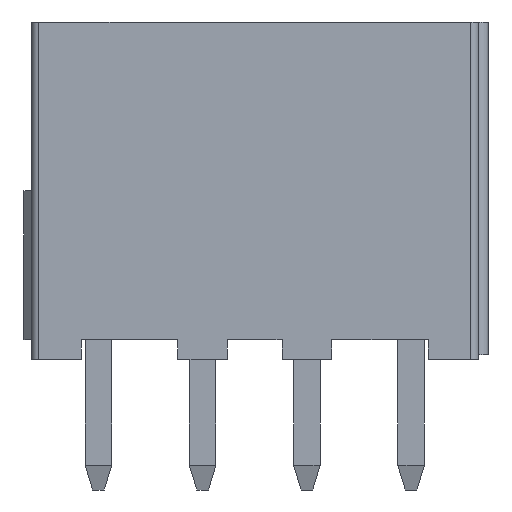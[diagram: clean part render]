
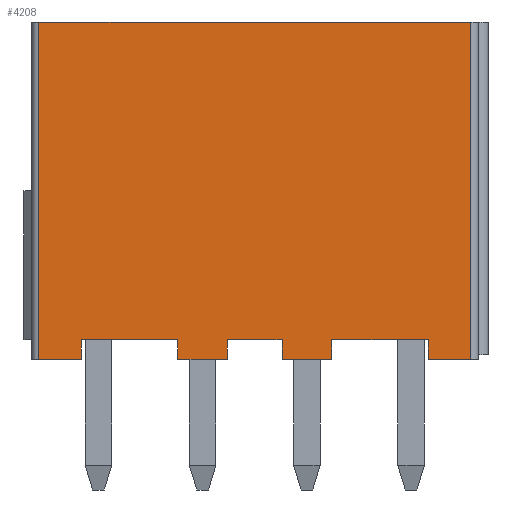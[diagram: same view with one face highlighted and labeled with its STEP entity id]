
A CAD part, front view. The second image highlights one B-rep face of the part: STEP entity #4208.
In plain terms, the highlighted planar face has unit normal (0, -1, 0).
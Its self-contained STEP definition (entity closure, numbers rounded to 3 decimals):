
#83=DIRECTION('',(1.,0.,0.));
#84=VECTOR('',#83,17.4);
#85=CARTESIAN_POINT('',(-8.7,-4.8,0.));
#86=LINE('',#85,#84);
#530=DIRECTION('',(1.,0.,0.));
#531=VECTOR('',#530,3.9);
#532=CARTESIAN_POINT('',(-7.,-4.8,-12.8));
#533=LINE('',#532,#531);
#550=DIRECTION('',(1.,0.,0.));
#551=VECTOR('',#550,3.9);
#552=CARTESIAN_POINT('',(3.1,-4.8,-12.8));
#553=LINE('',#552,#551);
#770=DIRECTION('',(1.,0.,0.));
#771=VECTOR('',#770,2.);
#772=CARTESIAN_POINT('',(1.1,-4.8,-13.6));
#773=LINE('',#772,#771);
#794=DIRECTION('',(1.,0.,0.));
#795=VECTOR('',#794,2.);
#796=CARTESIAN_POINT('',(-3.1,-4.8,-13.6));
#797=LINE('',#796,#795);
#818=DIRECTION('',(1.,0.,0.));
#819=VECTOR('',#818,1.7);
#820=CARTESIAN_POINT('',(7.,-4.8,-13.6));
#821=LINE('',#820,#819);
#861=DIRECTION('',(1.,0.,0.));
#862=VECTOR('',#861,1.7);
#863=CARTESIAN_POINT('',(-8.7,-4.8,-13.6));
#864=LINE('',#863,#862);
#942=DIRECTION('',(0.,0.,1.));
#943=VECTOR('',#942,0.8);
#944=CARTESIAN_POINT('',(3.1,-4.8,-13.6));
#945=LINE('',#944,#943);
#946=DIRECTION('',(0.,0.,1.));
#947=VECTOR('',#946,0.8);
#948=CARTESIAN_POINT('',(1.1,-4.8,-13.6));
#949=LINE('',#948,#947);
#950=DIRECTION('',(1.,0.,0.));
#951=VECTOR('',#950,2.2);
#952=CARTESIAN_POINT('',(-1.1,-4.8,-12.8));
#953=LINE('',#952,#951);
#954=DIRECTION('',(0.,0.,1.));
#955=VECTOR('',#954,0.8);
#956=CARTESIAN_POINT('',(-1.1,-4.8,-13.6));
#957=LINE('',#956,#955);
#958=DIRECTION('',(0.,0.,1.));
#959=VECTOR('',#958,0.8);
#960=CARTESIAN_POINT('',(-3.1,-4.8,-13.6));
#961=LINE('',#960,#959);
#962=DIRECTION('',(0.,0.,1.));
#963=VECTOR('',#962,0.8);
#964=CARTESIAN_POINT('',(-7.,-4.8,-13.6));
#965=LINE('',#964,#963);
#966=DIRECTION('',(0.,0.,-1.));
#967=VECTOR('',#966,13.6);
#968=CARTESIAN_POINT('',(-8.7,-4.8,0.));
#969=LINE('',#968,#967);
#970=DIRECTION('',(0.,0.,1.));
#971=VECTOR('',#970,0.8);
#972=CARTESIAN_POINT('',(7.,-4.8,-13.6));
#973=LINE('',#972,#971);
#1155=DIRECTION('',(0.,0.,-1.));
#1156=VECTOR('',#1155,13.6);
#1157=CARTESIAN_POINT('',(8.7,-4.8,0.));
#1158=LINE('',#1157,#1156);
#2381=CARTESIAN_POINT('',(-8.7,-4.8,0.));
#2382=VERTEX_POINT('',#2381);
#2383=CARTESIAN_POINT('',(8.7,-4.8,0.));
#2384=VERTEX_POINT('',#2383);
#2396=CARTESIAN_POINT('',(-8.7,-4.8,-13.6));
#2398=VERTEX_POINT('',#2396);
#2399=CARTESIAN_POINT('',(8.7,-4.8,-13.6));
#2401=VERTEX_POINT('',#2399);
#2487=CARTESIAN_POINT('',(7.,-4.8,-13.6));
#2489=VERTEX_POINT('',#2487);
#2495=CARTESIAN_POINT('',(7.,-4.8,-12.8));
#2496=VERTEX_POINT('',#2495);
#2703=CARTESIAN_POINT('',(3.1,-4.8,-13.6));
#2705=VERTEX_POINT('',#2703);
#2711=CARTESIAN_POINT('',(3.1,-4.8,-12.8));
#2712=VERTEX_POINT('',#2711);
#2719=CARTESIAN_POINT('',(-1.1,-4.8,-13.6));
#2721=VERTEX_POINT('',#2719);
#2727=CARTESIAN_POINT('',(1.1,-4.8,-13.6));
#2729=VERTEX_POINT('',#2727);
#2735=CARTESIAN_POINT('',(-1.1,-4.8,-12.8));
#2736=VERTEX_POINT('',#2735);
#2737=CARTESIAN_POINT('',(1.1,-4.8,-12.8));
#2738=VERTEX_POINT('',#2737);
#2751=CARTESIAN_POINT('',(-3.1,-4.8,-13.6));
#2753=VERTEX_POINT('',#2751);
#2759=CARTESIAN_POINT('',(-3.1,-4.8,-12.8));
#2760=VERTEX_POINT('',#2759);
#2767=CARTESIAN_POINT('',(-7.,-4.8,-13.6));
#2769=VERTEX_POINT('',#2767);
#2775=CARTESIAN_POINT('',(-7.,-4.8,-12.8));
#2776=VERTEX_POINT('',#2775);
#4180=CARTESIAN_POINT('',(-8.7,-4.8,0.));
#4181=DIRECTION('',(0.,-1.,0.));
#4182=DIRECTION('',(1.,0.,0.));
#4183=AXIS2_PLACEMENT_3D('',#4180,#4181,#4182);
#4184=PLANE('',#4183);
#4185=ORIENTED_EDGE('',*,*,#3757,.F.);
#4186=ORIENTED_EDGE('',*,*,#4160,.F.);
#4187=ORIENTED_EDGE('',*,*,#3942,.F.);
#4188=ORIENTED_EDGE('',*,*,#4074,.T.);
#4189=ORIENTED_EDGE('',*,*,#3749,.F.);
#4191=ORIENTED_EDGE('',*,*,#4190,.F.);
#4192=ORIENTED_EDGE('',*,*,#3973,.F.);
#4194=ORIENTED_EDGE('',*,*,#4193,.T.);
#4195=ORIENTED_EDGE('',*,*,#3741,.F.);
#4197=ORIENTED_EDGE('',*,*,#4196,.F.);
#4198=ORIENTED_EDGE('',*,*,#4043,.F.);
#4200=ORIENTED_EDGE('',*,*,#4199,.F.);
#4201=ORIENTED_EDGE('',*,*,#3132,.T.);
#4203=ORIENTED_EDGE('',*,*,#4202,.T.);
#4204=ORIENTED_EDGE('',*,*,#4003,.F.);
#4205=ORIENTED_EDGE('',*,*,#3916,.T.);
#4206=EDGE_LOOP('',(#4185,#4186,#4187,#4188,#4189,#4191,#4192,#4194,#4195,#4197,
#4198,#4200,#4201,#4203,#4204,#4205));
#4207=FACE_OUTER_BOUND('',#4206,.F.);
#4208=ADVANCED_FACE('',(#4207),#4184,.T.);
#3132=EDGE_CURVE('',#2382,#2384,#86,.T.);
#3741=EDGE_CURVE('',#2776,#2760,#533,.T.);
#3749=EDGE_CURVE('',#2736,#2738,#953,.T.);
#3757=EDGE_CURVE('',#2712,#2496,#553,.T.);
#3916=EDGE_CURVE('',#2489,#2496,#973,.T.);
#3942=EDGE_CURVE('',#2729,#2705,#773,.T.);
#3973=EDGE_CURVE('',#2753,#2721,#797,.T.);
#4003=EDGE_CURVE('',#2489,#2401,#821,.T.);
#4043=EDGE_CURVE('',#2398,#2769,#864,.T.);
#4074=EDGE_CURVE('',#2729,#2738,#949,.T.);
#4160=EDGE_CURVE('',#2705,#2712,#945,.T.);
#4190=EDGE_CURVE('',#2721,#2736,#957,.T.);
#4193=EDGE_CURVE('',#2753,#2760,#961,.T.);
#4196=EDGE_CURVE('',#2769,#2776,#965,.T.);
#4199=EDGE_CURVE('',#2382,#2398,#969,.T.);
#4202=EDGE_CURVE('',#2384,#2401,#1158,.T.);
